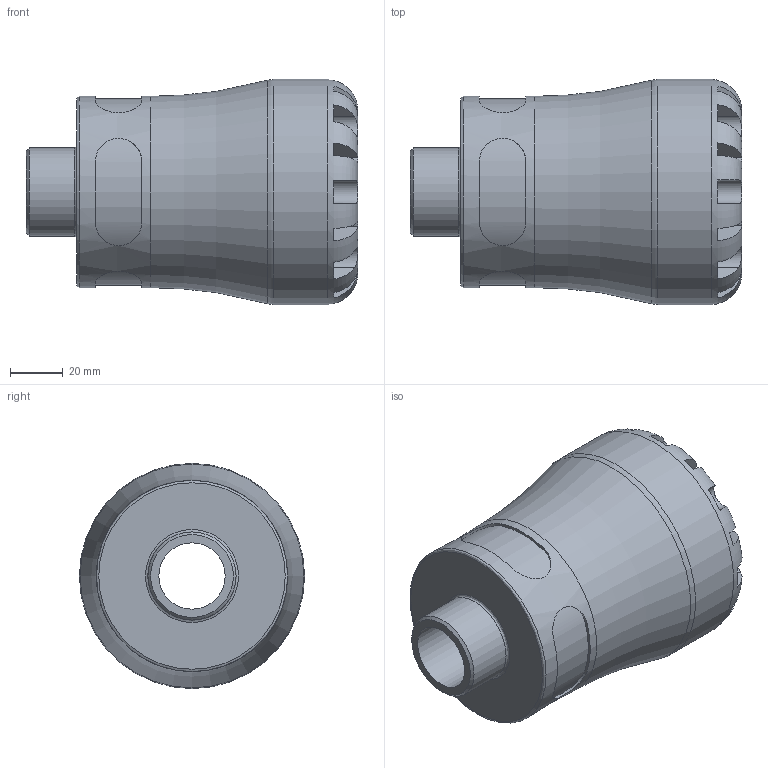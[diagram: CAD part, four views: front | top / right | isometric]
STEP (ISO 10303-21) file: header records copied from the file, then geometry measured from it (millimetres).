
FILE_DESCRIPTION(/* description */ ('PLASSON MALE ADAPTOR 50X1" SERIES 1'),/* implementation_level */ '2;1');
FILE_NAME(/* name */ '100200050010_190200050010.ipt.stp',/* time_stamp */ '2017-07-27T14:39:32+03:00',/* author */ ('KIM'),/* organization */ (''),/* preprocessor_version */ 'ST-DEVELOPER v15.6',/* originating_system */ 'Autodesk Inventor 2015',/* authorisation */ '');
FILE_SCHEMA (('AUTOMOTIVE_DESIGN { 1 0 10303 214 3 1 1 }'));
Length unit declared in the file: millimetre
Products named in the file (1): 100200050010_190200050010
Bounding box: 125 x 85 x 85 mm (x, y, z)
Volume: 332943.9 mm3; surface area: 54050 mm2
Topology: 1 solids, 1 shells, 100 faces, 247 edges, 154 vertices
Faces by surface type: plane 60, cylinder 33, torus 5, cone 2
Full cylindrical faces by diameter (mm): 25 x1, 33.249 x1, 50 x1, 72.25 x1, 85 x1
Entity records: 3670 total; most frequent: CARTESIAN_POINT 1403, ORIENTED_EDGE 462, DIRECTION 456, EDGE_CURVE 231, AXIS2_PLACEMENT_3D 188, VERTEX_POINT 151, EDGE_LOOP 120, FACE_OUTER_BOUND 100
